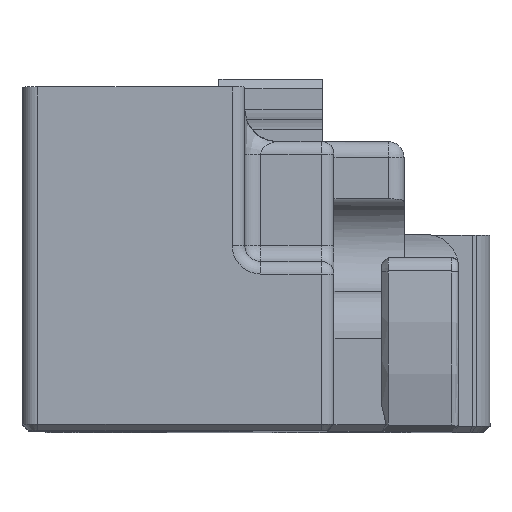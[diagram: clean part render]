
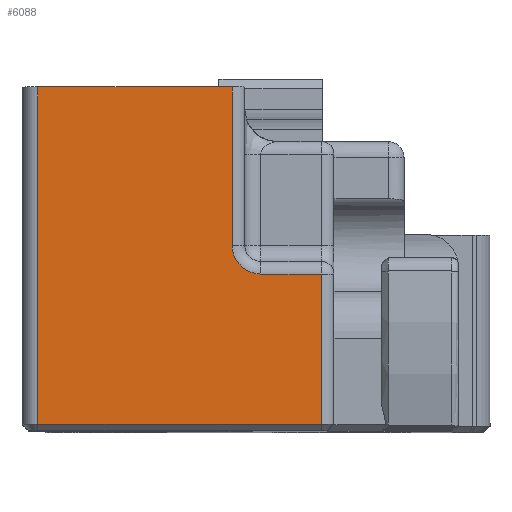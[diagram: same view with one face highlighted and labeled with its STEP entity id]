
A CAD part, top view. The second image highlights one B-rep face of the part: STEP entity #6088.
In plain terms, the highlighted planar face has unit normal (0, 0, 1).
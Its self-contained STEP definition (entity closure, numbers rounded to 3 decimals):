
#566=PLANE('',#6590);
#853=FACE_OUTER_BOUND('',#1196,.T.);
#1196=EDGE_LOOP('',(#5477,#5478,#5479,#5480,#5481,#5482,#5483));
#1413=LINE('',#8995,#2008);
#1792=LINE('',#10504,#2387);
#1793=LINE('',#10509,#2388);
#1795=LINE('',#10518,#2390);
#1796=LINE('',#10520,#2391);
#1797=LINE('',#10522,#2392);
#2008=VECTOR('',#7029,10.);
#2387=VECTOR('',#8044,10.);
#2388=VECTOR('',#8051,10.);
#2390=VECTOR('',#8061,10.);
#2391=VECTOR('',#8062,10.);
#2392=VECTOR('',#8063,10.);
#2610=CIRCLE('',#6591,1.8);
#2827=VERTEX_POINT('',#8993);
#2828=VERTEX_POINT('',#8994);
#3134=VERTEX_POINT('',#10503);
#3135=VERTEX_POINT('',#10507);
#3138=VERTEX_POINT('',#10517);
#3139=VERTEX_POINT('',#10519);
#3140=VERTEX_POINT('',#10521);
#3407=EDGE_CURVE('',#2827,#2828,#1413,.T.);
#3931=EDGE_CURVE('',#2827,#3134,#1792,.T.);
#3934=EDGE_CURVE('',#3135,#2828,#1793,.T.);
#3938=EDGE_CURVE('',#3138,#3135,#1795,.T.);
#3939=EDGE_CURVE('',#3139,#3138,#1796,.T.);
#3940=EDGE_CURVE('',#3140,#3139,#1797,.T.);
#3941=EDGE_CURVE('',#3134,#3140,#2610,.T.);
#5477=ORIENTED_EDGE('',*,*,#3938,.F.);
#5478=ORIENTED_EDGE('',*,*,#3939,.F.);
#5479=ORIENTED_EDGE('',*,*,#3940,.F.);
#5480=ORIENTED_EDGE('',*,*,#3941,.F.);
#5481=ORIENTED_EDGE('',*,*,#3931,.F.);
#5482=ORIENTED_EDGE('',*,*,#3407,.T.);
#5483=ORIENTED_EDGE('',*,*,#3934,.F.);
#6088=ADVANCED_FACE('',(#853),#566,.F.);
#6590=AXIS2_PLACEMENT_3D('',#10516,#8059,#8060);
#6591=AXIS2_PLACEMENT_3D('',#10523,#8064,#8065);
#7029=DIRECTION('',(-1.,0.,0.));
#8044=DIRECTION('',(0.,-1.,0.));
#8051=DIRECTION('',(0.,1.,0.));
#8059=DIRECTION('center_axis',(0.,0.,
-1.));
#8060=DIRECTION('ref_axis',(-1.,0.,0.));
#8061=DIRECTION('',(-1.,0.,0.));
#8062=DIRECTION('',(0.,-1.,0.));
#8063=DIRECTION('',(1.,0.,0.));
#8064=DIRECTION('center_axis',(0.,0.,
1.));
#8065=DIRECTION('ref_axis',(-0.707,-0.707,0.));
#8993=CARTESIAN_POINT('',(-9.651,6.719,34.376));
#8994=CARTESIAN_POINT('',(-21.851,6.719,34.376));
#8995=CARTESIAN_POINT('',(-6.701,6.719,34.376));
#10503=CARTESIAN_POINT('',(-9.651,-3.231,34.376));
#10504=CARTESIAN_POINT('',(-9.651,8.019,34.376));
#10507=CARTESIAN_POINT('',(-21.851,-14.481,34.376));
#10509=CARTESIAN_POINT('',(-21.851,-3.281,34.376));
#10516=CARTESIAN_POINT('Origin',(-3.751,-13.281,34.376));
#10517=CARTESIAN_POINT('',(-4.051,-14.481,34.376));
#10518=CARTESIAN_POINT('',(-1.051,-14.481,34.376));
#10519=CARTESIAN_POINT('',(-4.051,-5.031,34.376));
#10520=CARTESIAN_POINT('',(-4.051,1.619,34.376));
#10521=CARTESIAN_POINT('',(-7.851,-5.031,34.376));
#10522=CARTESIAN_POINT('',(-6.201,-5.031,34.376));
#10523=CARTESIAN_POINT('Origin',(-7.851,-3.231,34.376));
